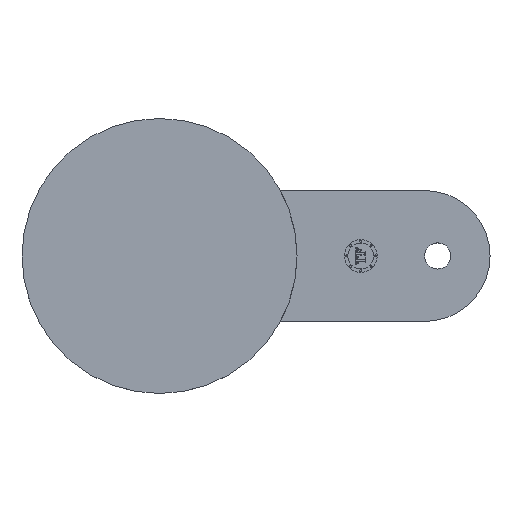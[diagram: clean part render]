
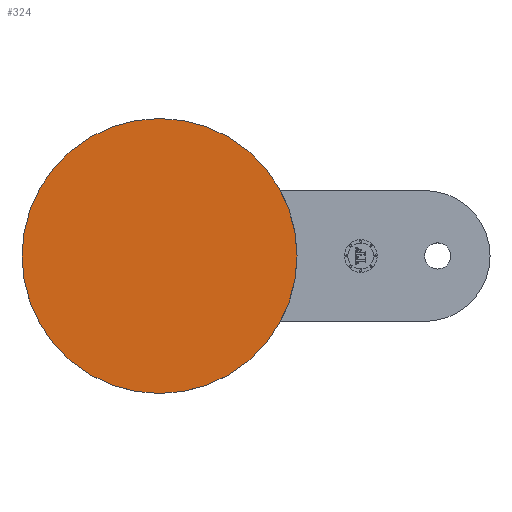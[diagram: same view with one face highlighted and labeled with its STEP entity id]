
A CAD part, top view. The second image highlights one B-rep face of the part: STEP entity #324.
In plain terms, the highlighted planar face has unit normal (0, 0, 1).
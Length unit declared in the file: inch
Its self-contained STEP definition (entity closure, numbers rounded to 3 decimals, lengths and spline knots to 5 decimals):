
#266=AXIS2_PLACEMENT_3D('Circle Axis2P3D',#264,#265,$) ;
#296=AXIS2_PLACEMENT_3D('Circle Axis2P3D',#294,#295,$) ;
#318=AXIS2_PLACEMENT_3D('Plane Axis2P3D',#315,#316,#317) ;
#261=CARTESIAN_POINT('Vertex',(-2.625,0.,0.125)) ;
#264=CARTESIAN_POINT('Axis2P3D Location',(0.,0.,0.125)) ;
#268=CARTESIAN_POINT('Vertex',(2.625,0.,0.125)) ;
#294=CARTESIAN_POINT('Axis2P3D Location',(0.,0.,0.125)) ;
#315=CARTESIAN_POINT('Axis2P3D Location',(0.,0.,0.125)) ;
#265=DIRECTION('Axis2P3D Direction',(0.,0.,0.039)) ;
#295=DIRECTION('Axis2P3D Direction',(0.,0.,0.039)) ;
#316=DIRECTION('Axis2P3D Direction',(0.,0.,0.039)) ;
#317=DIRECTION('Axis2P3D XDirection',(0.039,0.,0.)) ;
#321=ORIENTED_EDGE('',*,*,#270,.T.) ;
#322=ORIENTED_EDGE('',*,*,#298,.T.) ;
#324=ADVANCED_FACE('PartBody',(#323),#319,.T.) ;
#267=CIRCLE('generated circle',#266,2.625) ;
#297=CIRCLE('generated circle',#296,2.625) ;
#270=EDGE_CURVE('',#269,#262,#267,.T.) ;
#298=EDGE_CURVE('',#262,#269,#297,.T.) ;
#320=EDGE_LOOP('',(#321,#322)) ;
#323=FACE_OUTER_BOUND('',#320,.T.) ;
#319=PLANE('',#318) ;
#262=VERTEX_POINT('',#261) ;
#269=VERTEX_POINT('',#268) ;
